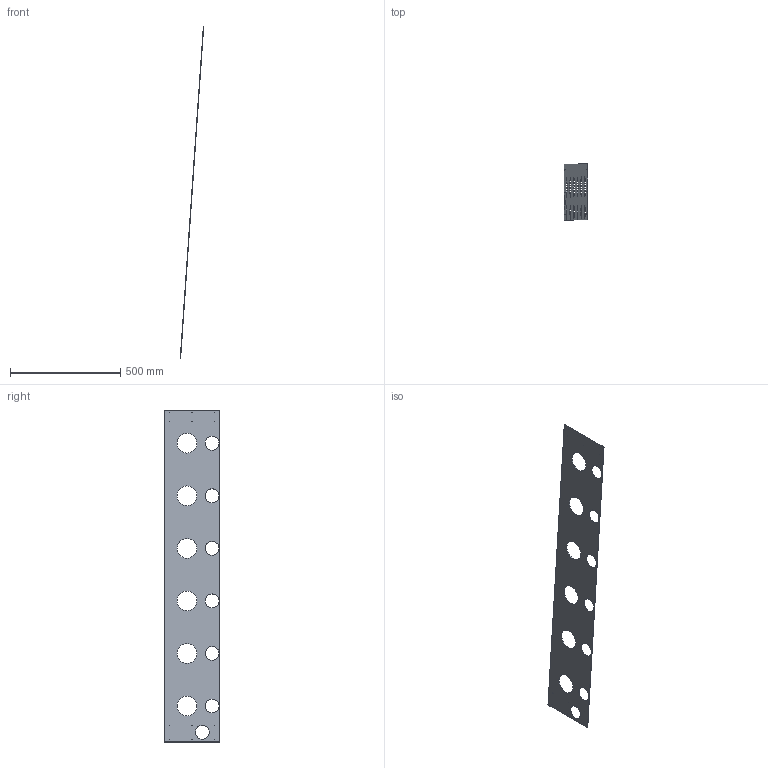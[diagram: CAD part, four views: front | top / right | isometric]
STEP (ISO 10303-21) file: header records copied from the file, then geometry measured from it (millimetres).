
FILE_DESCRIPTION(/* description */ (''),/* implementation_level */ '2;1');
FILE_NAME(/* name */ 'ringOuter_Split_Flat_MIR.stp',/* time_stamp */ '2015-01-30T12:12:17-08:00',/* author */ ('Dave'),/* organization */ (''),/* preprocessor_version */ 'ST-DEVELOPER v15.2',/* originating_system */ 'Autodesk Inventor 2014',/* authorisation */ '');
FILE_SCHEMA (('AUTOMOTIVE_DESIGN { 1 0 10303 214 3 1 1 }'));
Length unit declared in the file: inch
Products named in the file (1): ringOuter_Split_Flat_MIR
Bounding box: 106.46 x 254 x 1508.76 mm (x, y, z)
Volume: 493965.1 mm3; surface area: 658386.1 mm2
Topology: 1 solids, 1 shells, 31 faces, 112 edges, 83 vertices
Faces by surface type: cylinder 25, plane 6
Full cylindrical faces by diameter (mm): 1 x12, 63 x7, 90 x6
Entity records: 1064 total; most frequent: DIRECTION 174, CARTESIAN_POINT 158, ORIENTED_EDGE 124, EDGE_LOOP 106, AXIS2_PLACEMENT_3D 82, FACE_BOUND 77, EDGE_CURVE 62, VERTEX_POINT 58
